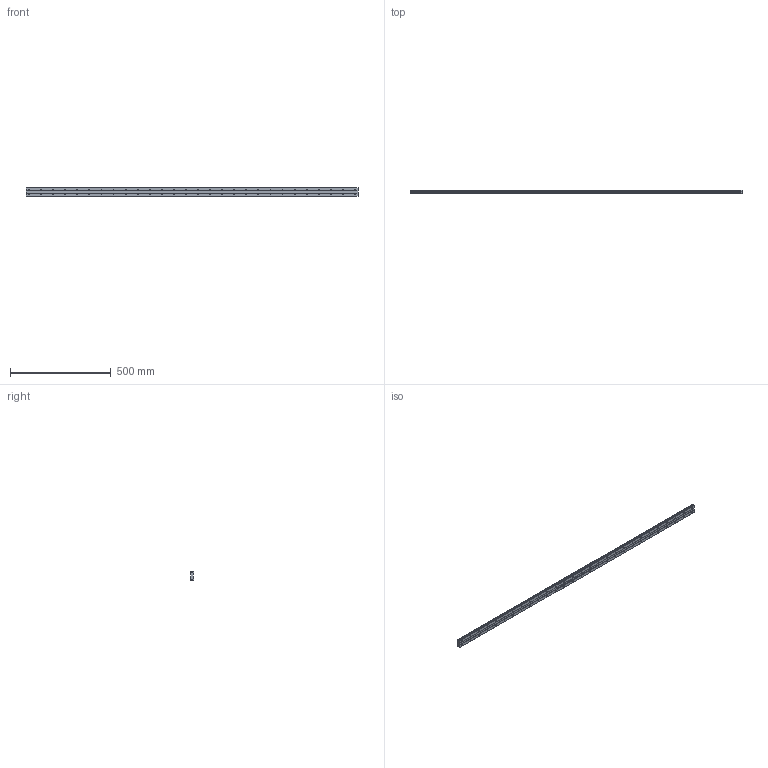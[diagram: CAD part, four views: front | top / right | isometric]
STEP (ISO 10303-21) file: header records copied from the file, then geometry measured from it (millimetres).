
FILE_DESCRIPTION (( 'STEP AP214' ), '1' );
FILE_NAME ('HRW27CA1SS-1650L_G15_0_B-M6F_788-6_0_0_0_1.STEP', '2021-07-05T12:44:46', ( '' ), ( '' ), 'SwSTEP 2.0', 'SolidWorks 2021', '' );
FILE_SCHEMA (( 'AUTOMOTIVE_DESIGN' ));
Length unit declared in the file: millimetre
Products named in the file (2): _HRW27CA165015 Track; HRW27CA1SS-1650L_G15_0_B-M6F_788-6_0_0_0_1
Assembly tree (1 placements, depth 2):
  HRW27CA1SS-1650L_G15_0_B-M6F_788-6_0_0_0_1
    _HRW27CA165015 Track
Bounding box: 1650 x 15 x 42 mm (x, y, z)
Volume: 920840.9 mm3; surface area: 207473.9 mm2
Topology: 1 solids, 1 shells, 315 faces, 771 edges, 514 vertices
Faces by surface type: cylinder 229, plane 86
Entity records: 9813 total; most frequent: DIRECTION 1867, CARTESIAN_POINT 1604, ORIENTED_EDGE 1542, AXIS2_PLACEMENT_3D 777, EDGE_CURVE 771, VERTEX_POINT 514, EDGE_LOOP 483, CIRCLE 458
